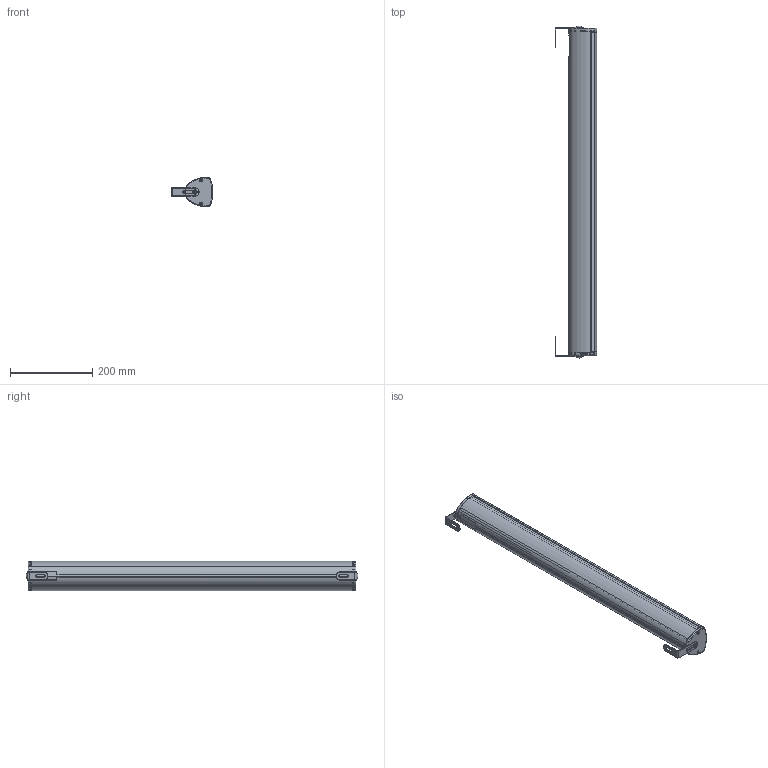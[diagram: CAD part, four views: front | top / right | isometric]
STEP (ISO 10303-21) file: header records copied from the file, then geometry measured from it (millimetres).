
FILE_DESCRIPTION(/* description */ (''),/* implementation_level */ '2;1');
FILE_NAME(/* name */ 'AUDAC-LINO10.stp',/* time_stamp */ '2021-03-16T15:29:50+01:00',/* author */ ('kamiel'),/* organization */ (''),/* preprocessor_version */ 'ST-DEVELOPER v18.1',/* originating_system */ 'Autodesk Inventor 2021',/* authorisation */ '');
FILE_SCHEMA (('AUTOMOTIVE_DESIGN { 1 0 10303 214 3 1 1 }'));
Length unit declared in the file: millimetre
Products named in the file (1): AUDAC-LINO10
Bounding box: 101.27 x 806.6 x 72.01 mm (x, y, z)
Volume: 3008524.4 mm3; surface area: 343623.2 mm2
Topology: 1 solids, 2 shells, 1010 faces, 2698 edges, 1700 vertices
Faces by surface type: plane 304, cylinder 263, bspline 222, torus 134, cone 58, sphere 29
Full cylindrical faces by diameter (mm): 6 x2, 8 x4, 10.5 x2
Entity records: 41237 total; most frequent: CARTESIAN_POINT 16224, ORIENTED_EDGE 5382, DIRECTION 4653, EDGE_CURVE 2691, AXIS2_PLACEMENT_3D 1855, VERTEX_POINT 1700, EDGE_LOOP 1041, STYLED_ITEM 1011
